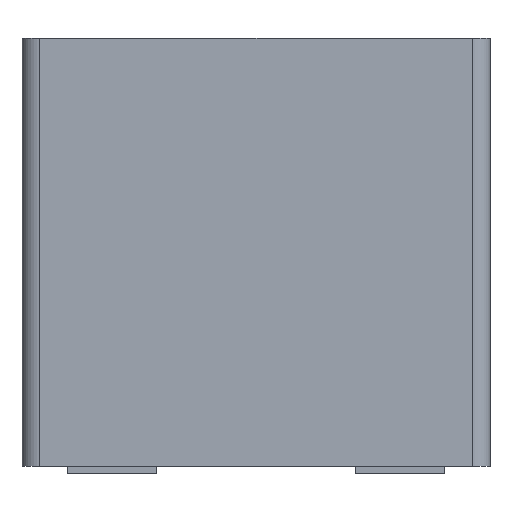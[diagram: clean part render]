
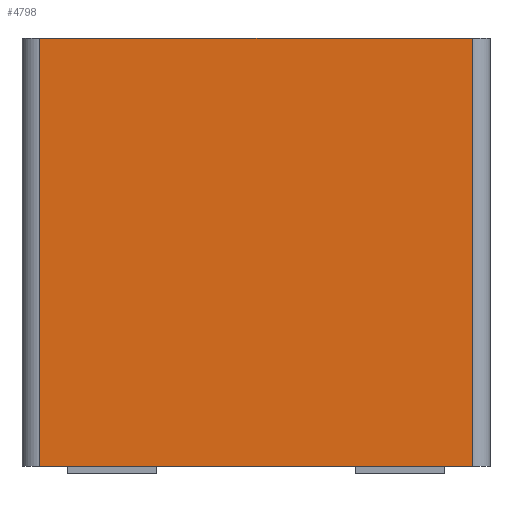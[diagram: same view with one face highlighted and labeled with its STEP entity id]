
A CAD part, front view. The second image highlights one B-rep face of the part: STEP entity #4798.
In plain terms, the highlighted planar face has unit normal (0, -1, 0).
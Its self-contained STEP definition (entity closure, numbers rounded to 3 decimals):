
#36 = PLANE('',#37);
#37 = AXIS2_PLACEMENT_3D('',#38,#39,#40);
#38 = CARTESIAN_POINT('',(3.28,-3.38,6.1));
#39 = DIRECTION('',(0.,0.,1.));
#40 = DIRECTION('',(0.,-1.,0.));
#1879 = VERTEX_POINT('',#1880);
#1880 = CARTESIAN_POINT('',(-3.03,-3.38,6.1));
#1899 = CYLINDRICAL_SURFACE('',#1900,0.25);
#1900 = AXIS2_PLACEMENT_3D('',#1901,#1902,#1903);
#1901 = CARTESIAN_POINT('',(-3.03,-3.13,6.1));
#1902 = DIRECTION('',(0.,0.,-1.));
#1903 = DIRECTION('',(0.,1.,0.));
#1933 = EDGE_CURVE('',#1879,#1934,#1936,.T.);
#1934 = VERTEX_POINT('',#1935);
#1935 = CARTESIAN_POINT('',(3.03,-3.38,6.1));
#1936 = SURFACE_CURVE('',#1937,(#1941,#1948),.PCURVE_S1.);
#1937 = LINE('',#1938,#1939);
#1938 = CARTESIAN_POINT('',(3.28,-3.38,6.1));
#1939 = VECTOR('',#1940,1.);
#1940 = DIRECTION('',(1.,0.,0.));
#1941 = PCURVE('',#36,#1942);
#1942 = DEFINITIONAL_REPRESENTATION('',(#1943),#1947);
#1943 = LINE('',#1944,#1945);
#1944 = CARTESIAN_POINT('',(0.,0.));
#1945 = VECTOR('',#1946,1.);
#1946 = DIRECTION('',(0.,1.));
#1947 = ( GEOMETRIC_REPRESENTATION_CONTEXT(2) 
PARAMETRIC_REPRESENTATION_CONTEXT() REPRESENTATION_CONTEXT('2D SPACE',''
  ) );
#1948 = PCURVE('',#1949,#1954);
#1949 = PLANE('',#1950);
#1950 = AXIS2_PLACEMENT_3D('',#1951,#1952,#1953);
#1951 = CARTESIAN_POINT('',(-3.28,-3.38,6.1));
#1952 = DIRECTION('',(0.,1.,0.));
#1953 = DIRECTION('',(-1.,0.,0.));
#1954 = DEFINITIONAL_REPRESENTATION('',(#1955),#1959);
#1955 = LINE('',#1956,#1957);
#1956 = CARTESIAN_POINT('',(-6.56,0.));
#1957 = VECTOR('',#1958,1.);
#1958 = DIRECTION('',(-1.,0.));
#1959 = ( GEOMETRIC_REPRESENTATION_CONTEXT(2) 
PARAMETRIC_REPRESENTATION_CONTEXT() REPRESENTATION_CONTEXT('2D SPACE',''
  ) );
#1980 = CYLINDRICAL_SURFACE('',#1981,0.25);
#1981 = AXIS2_PLACEMENT_3D('',#1982,#1983,#1984);
#1982 = CARTESIAN_POINT('',(3.03,-3.13,6.1));
#1983 = DIRECTION('',(0.,0.,-1.));
#1984 = DIRECTION('',(0.,1.,0.));
#4787 = PLANE('',#4788);
#4788 = AXIS2_PLACEMENT_3D('',#4789,#4790,#4791);
#4789 = CARTESIAN_POINT('',(3.28,-3.38,0.1));
#4790 = DIRECTION('',(0.,0.,1.));
#4791 = DIRECTION('',(0.,-1.,0.));
#4798 = ADVANCED_FACE('',(#4799),#1949,.F.);
#4799 = FACE_BOUND('',#4800,.T.);
#4800 = EDGE_LOOP('',(#4801,#4846,#4847,#4892));
#4801 = ORIENTED_EDGE('',*,*,#4802,.F.);
#4802 = EDGE_CURVE('',#1934,#4803,#4805,.T.);
#4803 = VERTEX_POINT('',#4804);
#4804 = CARTESIAN_POINT('',(3.03,-3.38,0.1));
#4805 = SURFACE_CURVE('',#4806,(#4810,#4817),.PCURVE_S1.);
#4806 = LINE('',#4807,#4808);
#4807 = CARTESIAN_POINT('',(3.03,-3.38,6.1));
#4808 = VECTOR('',#4809,1.);
#4809 = DIRECTION('',(0.,0.,-1.));
#4810 = PCURVE('',#1949,#4811);
#4811 = DEFINITIONAL_REPRESENTATION('',(#4812),#4816);
#4812 = LINE('',#4813,#4814);
#4813 = CARTESIAN_POINT('',(-6.31,0.));
#4814 = VECTOR('',#4815,1.);
#4815 = DIRECTION('',(0.,-1.));
#4816 = ( GEOMETRIC_REPRESENTATION_CONTEXT(2) 
PARAMETRIC_REPRESENTATION_CONTEXT() REPRESENTATION_CONTEXT('2D SPACE',''
  ) );
#4817 = PCURVE('',#1980,#4818);
#4818 = DEFINITIONAL_REPRESENTATION('',(#4819),#4845);
#4819 = B_SPLINE_CURVE_WITH_KNOTS('',3,(#4820,#4821,#4822,#4823,#4824,
    #4825,#4826,#4827,#4828,#4829,#4830,#4831,#4832,#4833,#4834,#4835,
    #4836,#4837,#4838,#4839,#4840,#4841,#4842,#4843,#4844),
  .UNSPECIFIED.,.F.,.F.,(4,1,1,1,1,1,1,1,1,1,1,1,1,1,1,1,1,1,1,1,1,1,4),
  (0.,0.273,0.545,0.818,1.091,
    1.364,1.636,1.909,2.182,
    2.455,2.727,3.,3.273,3.545,
    3.818,4.091,4.364,4.636,
    4.909,5.182,5.455,5.727,6.),
  .QUASI_UNIFORM_KNOTS.);
#4820 = CARTESIAN_POINT('',(3.142,0.));
#4821 = CARTESIAN_POINT('',(3.142,0.091));
#4822 = CARTESIAN_POINT('',(3.142,0.273));
#4823 = CARTESIAN_POINT('',(3.142,0.545));
#4824 = CARTESIAN_POINT('',(3.142,0.818));
#4825 = CARTESIAN_POINT('',(3.142,1.091));
#4826 = CARTESIAN_POINT('',(3.142,1.364));
#4827 = CARTESIAN_POINT('',(3.142,1.636));
#4828 = CARTESIAN_POINT('',(3.142,1.909));
#4829 = CARTESIAN_POINT('',(3.142,2.182));
#4830 = CARTESIAN_POINT('',(3.142,2.455));
#4831 = CARTESIAN_POINT('',(3.142,2.727));
#4832 = CARTESIAN_POINT('',(3.142,3.));
#4833 = CARTESIAN_POINT('',(3.142,3.273));
#4834 = CARTESIAN_POINT('',(3.142,3.545));
#4835 = CARTESIAN_POINT('',(3.142,3.818));
#4836 = CARTESIAN_POINT('',(3.142,4.091));
#4837 = CARTESIAN_POINT('',(3.142,4.364));
#4838 = CARTESIAN_POINT('',(3.142,4.636));
#4839 = CARTESIAN_POINT('',(3.142,4.909));
#4840 = CARTESIAN_POINT('',(3.142,5.182));
#4841 = CARTESIAN_POINT('',(3.142,5.455));
#4842 = CARTESIAN_POINT('',(3.142,5.727));
#4843 = CARTESIAN_POINT('',(3.142,5.909));
#4844 = CARTESIAN_POINT('',(3.142,6.));
#4845 = ( GEOMETRIC_REPRESENTATION_CONTEXT(2) 
PARAMETRIC_REPRESENTATION_CONTEXT() REPRESENTATION_CONTEXT('2D SPACE',''
  ) );
#4846 = ORIENTED_EDGE('',*,*,#1933,.F.);
#4847 = ORIENTED_EDGE('',*,*,#4848,.F.);
#4848 = EDGE_CURVE('',#4849,#1879,#4851,.T.);
#4849 = VERTEX_POINT('',#4850);
#4850 = CARTESIAN_POINT('',(-3.03,-3.38,0.1));
#4851 = SURFACE_CURVE('',#4852,(#4856,#4863),.PCURVE_S1.);
#4852 = LINE('',#4853,#4854);
#4853 = CARTESIAN_POINT('',(-3.03,-3.38,6.1));
#4854 = VECTOR('',#4855,1.);
#4855 = DIRECTION('',(0.,0.,1.));
#4856 = PCURVE('',#1949,#4857);
#4857 = DEFINITIONAL_REPRESENTATION('',(#4858),#4862);
#4858 = LINE('',#4859,#4860);
#4859 = CARTESIAN_POINT('',(-0.25,0.));
#4860 = VECTOR('',#4861,1.);
#4861 = DIRECTION('',(0.,1.));
#4862 = ( GEOMETRIC_REPRESENTATION_CONTEXT(2) 
PARAMETRIC_REPRESENTATION_CONTEXT() REPRESENTATION_CONTEXT('2D SPACE',''
  ) );
#4863 = PCURVE('',#1899,#4864);
#4864 = DEFINITIONAL_REPRESENTATION('',(#4865),#4891);
#4865 = B_SPLINE_CURVE_WITH_KNOTS('',3,(#4866,#4867,#4868,#4869,#4870,
    #4871,#4872,#4873,#4874,#4875,#4876,#4877,#4878,#4879,#4880,#4881,
    #4882,#4883,#4884,#4885,#4886,#4887,#4888,#4889,#4890),
  .UNSPECIFIED.,.F.,.F.,(4,1,1,1,1,1,1,1,1,1,1,1,1,1,1,1,1,1,1,1,1,1,4),
  (-6.,-5.727,-5.455,-5.182,-4.909,
    -4.636,-4.364,-4.091,-3.818,
    -3.545,-3.273,-3.,-2.727,-2.455,
    -2.182,-1.909,-1.636,-1.364,
    -1.091,-0.818,-0.545,-0.273,
    0.),.UNSPECIFIED.);
#4866 = CARTESIAN_POINT('',(3.142,6.));
#4867 = CARTESIAN_POINT('',(3.142,5.909));
#4868 = CARTESIAN_POINT('',(3.142,5.727));
#4869 = CARTESIAN_POINT('',(3.142,5.455));
#4870 = CARTESIAN_POINT('',(3.142,5.182));
#4871 = CARTESIAN_POINT('',(3.142,4.909));
#4872 = CARTESIAN_POINT('',(3.142,4.636));
#4873 = CARTESIAN_POINT('',(3.142,4.364));
#4874 = CARTESIAN_POINT('',(3.142,4.091));
#4875 = CARTESIAN_POINT('',(3.142,3.818));
#4876 = CARTESIAN_POINT('',(3.142,3.545));
#4877 = CARTESIAN_POINT('',(3.142,3.273));
#4878 = CARTESIAN_POINT('',(3.142,3.));
#4879 = CARTESIAN_POINT('',(3.142,2.727));
#4880 = CARTESIAN_POINT('',(3.142,2.455));
#4881 = CARTESIAN_POINT('',(3.142,2.182));
#4882 = CARTESIAN_POINT('',(3.142,1.909));
#4883 = CARTESIAN_POINT('',(3.142,1.636));
#4884 = CARTESIAN_POINT('',(3.142,1.364));
#4885 = CARTESIAN_POINT('',(3.142,1.091));
#4886 = CARTESIAN_POINT('',(3.142,0.818));
#4887 = CARTESIAN_POINT('',(3.142,0.545));
#4888 = CARTESIAN_POINT('',(3.142,0.273));
#4889 = CARTESIAN_POINT('',(3.142,0.091));
#4890 = CARTESIAN_POINT('',(3.142,0.));
#4891 = ( GEOMETRIC_REPRESENTATION_CONTEXT(2) 
PARAMETRIC_REPRESENTATION_CONTEXT() REPRESENTATION_CONTEXT('2D SPACE',''
  ) );
#4892 = ORIENTED_EDGE('',*,*,#4893,.F.);
#4893 = EDGE_CURVE('',#4803,#4849,#4894,.T.);
#4894 = SURFACE_CURVE('',#4895,(#4899,#4906),.PCURVE_S1.);
#4895 = LINE('',#4896,#4897);
#4896 = CARTESIAN_POINT('',(-3.28,-3.38,0.1));
#4897 = VECTOR('',#4898,1.);
#4898 = DIRECTION('',(-1.,0.,0.));
#4899 = PCURVE('',#1949,#4900);
#4900 = DEFINITIONAL_REPRESENTATION('',(#4901),#4905);
#4901 = LINE('',#4902,#4903);
#4902 = CARTESIAN_POINT('',(0.,-6.));
#4903 = VECTOR('',#4904,1.);
#4904 = DIRECTION('',(1.,0.));
#4905 = ( GEOMETRIC_REPRESENTATION_CONTEXT(2) 
PARAMETRIC_REPRESENTATION_CONTEXT() REPRESENTATION_CONTEXT('2D SPACE',''
  ) );
#4906 = PCURVE('',#4787,#4907);
#4907 = DEFINITIONAL_REPRESENTATION('',(#4908),#4912);
#4908 = LINE('',#4909,#4910);
#4909 = CARTESIAN_POINT('',(0.,-6.56));
#4910 = VECTOR('',#4911,1.);
#4911 = DIRECTION('',(0.,-1.));
#4912 = ( GEOMETRIC_REPRESENTATION_CONTEXT(2) 
PARAMETRIC_REPRESENTATION_CONTEXT() REPRESENTATION_CONTEXT('2D SPACE',''
  ) );
